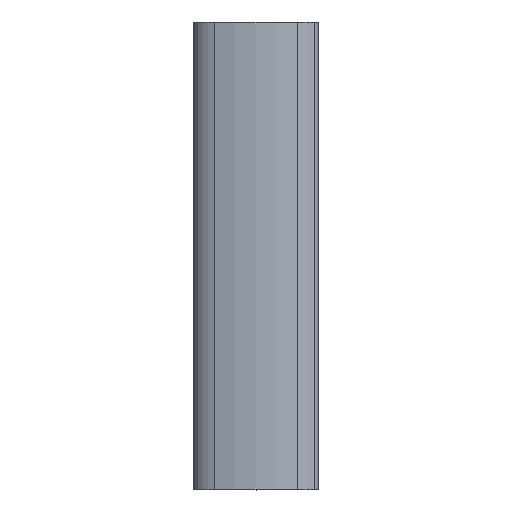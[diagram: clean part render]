
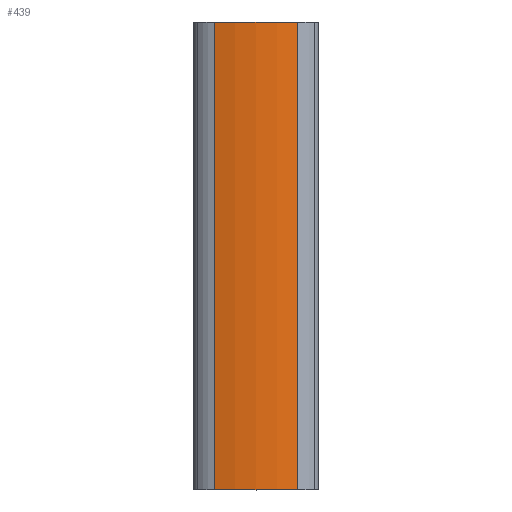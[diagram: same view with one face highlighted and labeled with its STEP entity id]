
A CAD part, top view. The second image highlights one B-rep face of the part: STEP entity #439.
In plain terms, the highlighted cylindrical face has radius 5.938 mm (diameter 11.875 mm), a partial arc.
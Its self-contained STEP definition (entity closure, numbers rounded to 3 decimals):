
#412=AXIS2_PLACEMENT_3D('Cylinder Axis2P3D',#409,#410,#411) ;
#416=AXIS2_PLACEMENT_3D('Circle Axis2P3D',#414,#415,$) ;
#430=AXIS2_PLACEMENT_3D('Circle Axis2P3D',#428,#429,$) ;
#386=CARTESIAN_POINT('Vertex',(4.006,18.,9.079)) ;
#389=CARTESIAN_POINT('Line Origine',(4.006,9.,9.079)) ;
#393=CARTESIAN_POINT('Vertex',(4.006,0.,9.079)) ;
#409=CARTESIAN_POINT('Axis2P3D Location',(2.4,9.,3.363)) ;
#414=CARTESIAN_POINT('Axis2P3D Location',(2.4,18.,3.363)) ;
#418=CARTESIAN_POINT('Vertex',(0.794,18.,9.079)) ;
#421=CARTESIAN_POINT('Line Origine',(0.794,9.,9.079)) ;
#425=CARTESIAN_POINT('Vertex',(0.794,0.,9.079)) ;
#428=CARTESIAN_POINT('Axis2P3D Location',(2.4,0.,3.363)) ;
#390=DIRECTION('Vector Direction',(0.,-1.,0.)) ;
#410=DIRECTION('Axis2P3D Direction',(0.,-1.,0.)) ;
#411=DIRECTION('Axis2P3D XDirection',(0.27,0.,0.963)) ;
#415=DIRECTION('Axis2P3D Direction',(0.,-1.,0.)) ;
#422=DIRECTION('Vector Direction',(0.,-1.,0.)) ;
#429=DIRECTION('Axis2P3D Direction',(0.,-1.,0.)) ;
#391=VECTOR('Line Direction',#390,1.) ;
#423=VECTOR('Line Direction',#422,1.) ;
#434=ORIENTED_EDGE('',*,*,#395,.F.) ;
#435=ORIENTED_EDGE('',*,*,#420,.T.) ;
#436=ORIENTED_EDGE('',*,*,#427,.T.) ;
#437=ORIENTED_EDGE('',*,*,#432,.F.) ;
#439=ADVANCED_FACE('S4D - gedreht',(#438),#413,.T.) ;
#417=CIRCLE('generated circle',#416,5.938) ;
#431=CIRCLE('generated circle',#430,5.938) ;
#413=CYLINDRICAL_SURFACE('generated cylinder',#412,5.938) ;
#395=EDGE_CURVE('',#387,#394,#392,.T.) ;
#420=EDGE_CURVE('',#387,#419,#417,.T.) ;
#427=EDGE_CURVE('',#419,#426,#424,.T.) ;
#432=EDGE_CURVE('',#394,#426,#431,.T.) ;
#433=EDGE_LOOP('',(#434,#435,#436,#437)) ;
#438=FACE_OUTER_BOUND('',#433,.T.) ;
#392=LINE('Line',#389,#391) ;
#424=LINE('Line',#421,#423) ;
#387=VERTEX_POINT('',#386) ;
#394=VERTEX_POINT('',#393) ;
#419=VERTEX_POINT('',#418) ;
#426=VERTEX_POINT('',#425) ;
